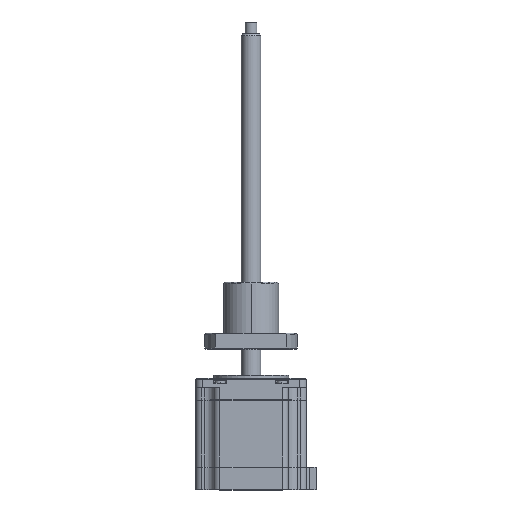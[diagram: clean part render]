
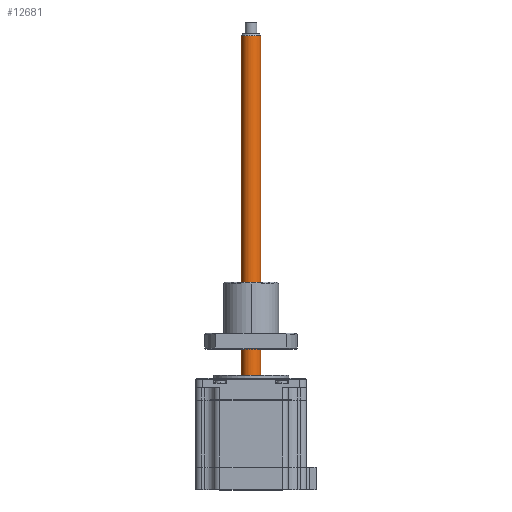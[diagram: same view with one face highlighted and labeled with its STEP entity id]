
A CAD part, top view. The second image highlights one B-rep face of the part: STEP entity #12681.
In plain terms, the highlighted cylindrical face has radius 5 mm (diameter 10 mm), a partial arc.
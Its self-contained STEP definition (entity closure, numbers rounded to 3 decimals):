
#361 = LINE ( 'NONE', #5284, #5511 ) ;
#739 = CARTESIAN_POINT ( 'NONE',  ( -16.379, 159.328, 63.65 ) ) ;
#1462 = LINE ( 'NONE', #11711, #5944 ) ;
#1559 = ORIENTED_EDGE ( 'NONE', *, *, #3790, .T. ) ;
#1590 = CARTESIAN_POINT ( 'NONE',  ( -21.379, -15.672, 63.668 ) ) ;
#1711 = CARTESIAN_POINT ( 'NONE',  ( -11.379, -15.672, 63.632 ) ) ;
#2266 = CYLINDRICAL_SURFACE ( 'NONE', #11775, 5. ) ;
#2649 = DIRECTION ( 'NONE',  ( 0., -1., 0. ) ) ;
#2678 = VERTEX_POINT ( 'NONE', #2876 ) ;
#2876 = CARTESIAN_POINT ( 'NONE',  ( -11.379, 158.328, 63.632 ) ) ;
#3247 = DIRECTION ( 'NONE',  ( 0., -1., 0. ) ) ;
#3790 = EDGE_CURVE ( 'NONE', #10882, #8361, #1462, .T. ) ;
#3982 = CARTESIAN_POINT ( 'NONE',  ( -16.379, 158.328, 63.65 ) ) ;
#4286 = EDGE_LOOP ( 'NONE', ( #5259, #4603, #1559, #12649 ) ) ;
#4603 = ORIENTED_EDGE ( 'NONE', *, *, #8535, .T. ) ;
#4642 = AXIS2_PLACEMENT_3D ( 'NONE', #8734, #2649, #9783 ) ;
#4865 = DIRECTION ( 'NONE',  ( 0., -1., 0. ) ) ;
#5017 = DIRECTION ( 'NONE',  ( 1., 0., -0.004 ) ) ;
#5259 = ORIENTED_EDGE ( 'NONE', *, *, #10191, .F. ) ;
#5284 = CARTESIAN_POINT ( 'NONE',  ( -11.379, 159.328, 63.632 ) ) ;
#5511 = VECTOR ( 'NONE', #3247, 1000. ) ;
#5944 = VECTOR ( 'NONE', #12741, 1000. ) ;
#6711 = CIRCLE ( 'NONE', #10238, 5. ) ;
#6981 = VERTEX_POINT ( 'NONE', #1711 ) ;
#8361 = VERTEX_POINT ( 'NONE', #1590 ) ;
#8535 = EDGE_CURVE ( 'NONE', #2678, #10882, #6711, .T. ) ;
#8734 = CARTESIAN_POINT ( 'NONE',  ( -16.379, -15.672, 63.65 ) ) ;
#9070 = CARTESIAN_POINT ( 'NONE',  ( -21.379, 158.328, 63.668 ) ) ;
#9783 = DIRECTION ( 'NONE',  ( -1., 0., 0.004 ) ) ;
#9961 = DIRECTION ( 'NONE',  ( -1., 0., 0.004 ) ) ;
#10191 = EDGE_CURVE ( 'NONE', #2678, #6981, #361, .T. ) ;
#10238 = AXIS2_PLACEMENT_3D ( 'NONE', #3982, #11195, #5017 ) ;
#10403 = CIRCLE ( 'NONE', #4642, 5. ) ;
#10882 = VERTEX_POINT ( 'NONE', #9070 ) ;
#11195 = DIRECTION ( 'NONE',  ( 0., -1., 0. ) ) ;
#11711 = CARTESIAN_POINT ( 'NONE',  ( -21.379, 159.328, 63.668 ) ) ;
#11775 = AXIS2_PLACEMENT_3D ( 'NONE', #739, #4865, #9961 ) ;
#12076 = EDGE_CURVE ( 'NONE', #6981, #8361, #10403, .T. ) ;
#12649 = ORIENTED_EDGE ( 'NONE', *, *, #12076, .F. ) ;
#12681 = ADVANCED_FACE ( 'NONE', ( #13245 ), #2266, .T. ) ;
#12741 = DIRECTION ( 'NONE',  ( 0., -1., 0. ) ) ;
#13245 = FACE_OUTER_BOUND ( 'NONE', #4286, .T. ) ;
